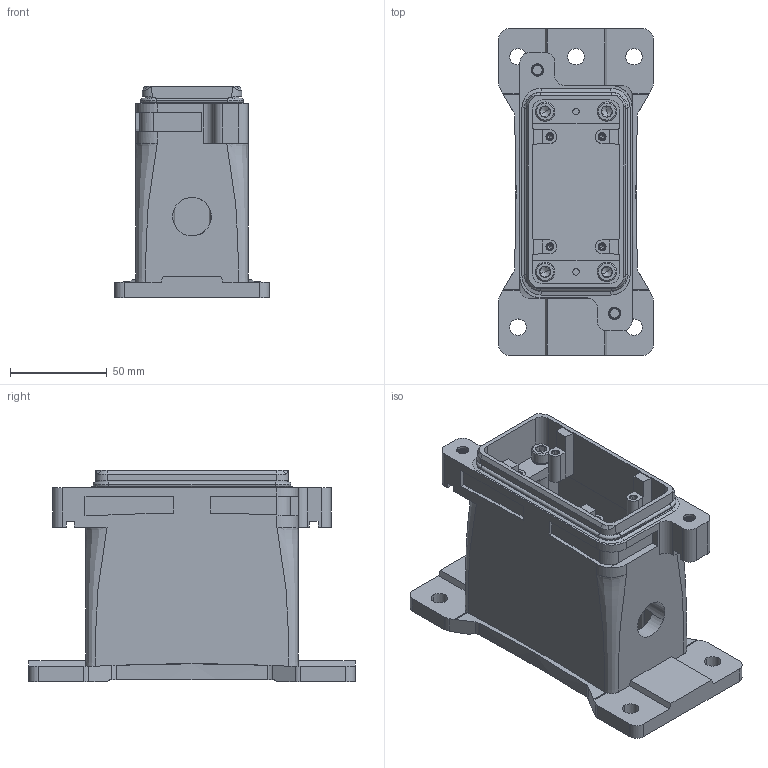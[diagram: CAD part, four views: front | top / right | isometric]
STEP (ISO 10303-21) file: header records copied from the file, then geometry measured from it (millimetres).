
FILE_DESCRIPTION(('CATIA V5 STEP Exchange','CAx-IF Rec.Pracs.--- Model Styling and Organization---1.5--- 2016-08-15','CAx-IF Rec.Pracs.---Supplemental Geometry---1.0---2011-11-01','CAx-IF Rec.Pracs.--- Composite Materials ---1.1---2010-07-15'),'2;1');
FILE_NAME ('005836-5_1', '2025-09-04T07:12:23+00:00', ('none'), ('Weidmueller'), 'CATIA Version 5-6 Release 2024 SP4', 'CATIA V5 STEP AP214 v3', 'none');
FILE_SCHEMA(('AUTOMOTIVE_DESIGN { 1 0 10303 214 1 1 1 1 }'));
Products named in the file (1): 1081270000_S
Bounding box: 80 x 169 x 109.5 mm (x, y, z)
Volume: 348394.1 mm3; surface area: 105935.1 mm2
Topology: 4 solids, 9 shells, 2326 faces, 6404 edges, 4082 vertices
Faces by surface type: bspline 1386, cone 388, cylinder 241, plane 227, torus 52, sphere 32
Entity records: 118852 total; most frequent: CARTESIAN_POINT 75861, ORIENTED_EDGE 12760, EDGE_CURVE 6380, B_SPLINE_CURVE_WITH_KNOTS 4084, VERTEX_POINT 4082, DIRECTION 2706, EDGE_LOOP 2380, ADVANCED_FACE 2326
